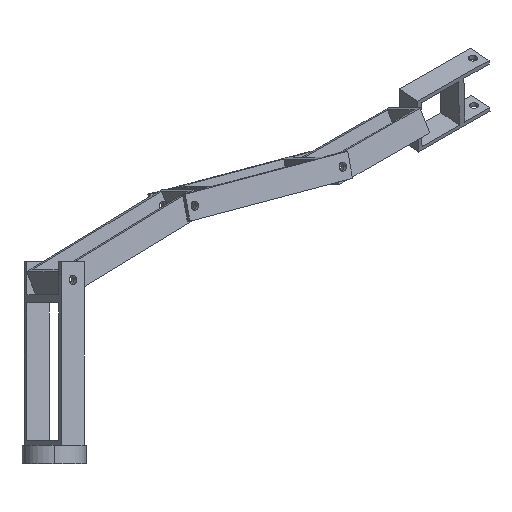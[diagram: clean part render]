
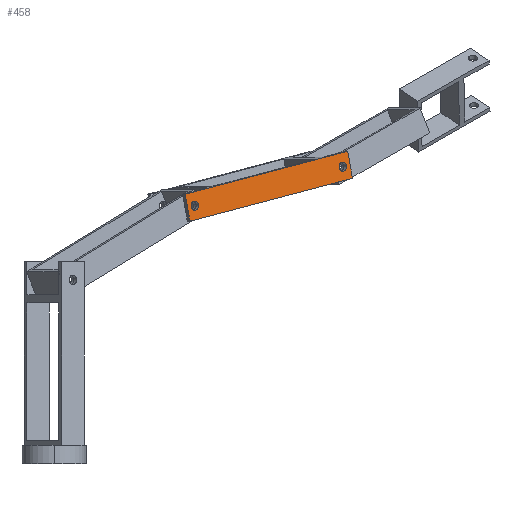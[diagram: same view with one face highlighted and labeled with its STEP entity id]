
A CAD part, left-side view. The second image highlights one B-rep face of the part: STEP entity #458.
In plain terms, the highlighted face is planar.
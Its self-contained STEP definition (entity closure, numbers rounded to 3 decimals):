
#29 = DIRECTION ( 'NONE',  ( 0., 0., -1. ) ) ;
#31 = CARTESIAN_POINT ( 'NONE',  ( 185.894, 0., 11.328 ) ) ;
#168 = DIRECTION ( 'NONE',  ( 0., 0., 1. ) ) ;
#179 = DIRECTION ( 'NONE',  ( 1., 0., 0. ) ) ;
#241 = VERTEX_POINT ( 'NONE', #31 ) ;
#362 = CARTESIAN_POINT ( 'NONE',  ( -36.106, 0., 11.328 ) ) ;
#422 = CARTESIAN_POINT ( 'NONE',  ( -26.106, 0., -3.672 ) ) ;
#423 = AXIS2_PLACEMENT_3D ( 'NONE', #3657, #431, #1047 ) ;
#431 = DIRECTION ( 'NONE',  ( 0., 1., 0. ) ) ;
#458 = ADVANCED_FACE ( 'NONE', ( #3431, #2533, #2585 ), #2006, .T. ) ;
#480 = AXIS2_PLACEMENT_3D ( 'NONE', #422, #2752, #986 ) ;
#568 = VERTEX_POINT ( 'NONE', #2661 ) ;
#579 = VERTEX_POINT ( 'NONE', #362 ) ;
#642 = ORIENTED_EDGE ( 'NONE', *, *, #2137, .T. ) ;
#699 = LINE ( 'NONE', #1871, #3596 ) ;
#720 = ORIENTED_EDGE ( 'NONE', *, *, #2740, .T. ) ;
#815 = AXIS2_PLACEMENT_3D ( 'NONE', #1066, #1690, #168 ) ;
#869 = DIRECTION ( 'NONE',  ( 0., 0., 1. ) ) ;
#885 = CIRCLE ( 'NONE', #1315, 5. ) ;
#895 = VERTEX_POINT ( 'NONE', #926 ) ;
#916 = CARTESIAN_POINT ( 'NONE',  ( -36.106, 0., -18.672 ) ) ;
#926 = CARTESIAN_POINT ( 'NONE',  ( -26.106, 0., 1.328 ) ) ;
#986 = DIRECTION ( 'NONE',  ( 0., 0., 1. ) ) ;
#997 = EDGE_LOOP ( 'NONE', ( #1884, #2821, #1646, #1102 ) ) ;
#1047 = DIRECTION ( 'NONE',  ( 0., 0., 1. ) ) ;
#1066 = CARTESIAN_POINT ( 'NONE',  ( 175.894, 0., -3.672 ) ) ;
#1102 = ORIENTED_EDGE ( 'NONE', *, *, #3648, .F. ) ;
#1189 = VERTEX_POINT ( 'NONE', #916 ) ;
#1315 = AXIS2_PLACEMENT_3D ( 'NONE', #2349, #2390, #869 ) ;
#1317 = LINE ( 'NONE', #2465, #1914 ) ;
#1410 = VERTEX_POINT ( 'NONE', #2773 ) ;
#1443 = EDGE_CURVE ( 'NONE', #1864, #568, #2151, .T. ) ;
#1513 = EDGE_CURVE ( 'NONE', #1698, #1189, #1317, .T. ) ;
#1518 = EDGE_LOOP ( 'NONE', ( #720, #642 ) ) ;
#1596 = CIRCLE ( 'NONE', #423, 5. ) ;
#1639 = LINE ( 'NONE', #2460, #2138 ) ;
#1646 = ORIENTED_EDGE ( 'NONE', *, *, #3342, .F. ) ;
#1690 = DIRECTION ( 'NONE',  ( 0., 1., 0. ) ) ;
#1698 = VERTEX_POINT ( 'NONE', #2887 ) ;
#1786 = LINE ( 'NONE', #2940, #2619 ) ;
#1864 = VERTEX_POINT ( 'NONE', #3145 ) ;
#1871 = CARTESIAN_POINT ( 'NONE',  ( -36.106, 0., 11.328 ) ) ;
#1884 = ORIENTED_EDGE ( 'NONE', *, *, #2783, .F. ) ;
#1914 = VECTOR ( 'NONE', #3638, 1000. ) ;
#1949 = DIRECTION ( 'NONE',  ( 0., 0., -1. ) ) ;
#2006 = PLANE ( 'NONE',  #2871 ) ;
#2026 = CARTESIAN_POINT ( 'NONE',  ( 0., 0., 0. ) ) ;
#2137 = EDGE_CURVE ( 'NONE', #895, #1410, #3029, .T. ) ;
#2138 = VECTOR ( 'NONE', #179, 1000. ) ;
#2151 = CIRCLE ( 'NONE', #815, 5. ) ;
#2349 = CARTESIAN_POINT ( 'NONE',  ( 175.894, 0., -3.672 ) ) ;
#2390 = DIRECTION ( 'NONE',  ( 0., 1., 0. ) ) ;
#2460 = CARTESIAN_POINT ( 'NONE',  ( -36.106, 0., 11.328 ) ) ;
#2465 = CARTESIAN_POINT ( 'NONE',  ( -36.106, 0., -18.672 ) ) ;
#2473 = EDGE_CURVE ( 'NONE', #568, #1864, #885, .T. ) ;
#2533 = FACE_OUTER_BOUND ( 'NONE', #997, .T. ) ;
#2585 = FACE_BOUND ( 'NONE', #3074, .T. ) ;
#2619 = VECTOR ( 'NONE', #29, 1000. ) ;
#2661 = CARTESIAN_POINT ( 'NONE',  ( 175.894, 0., 1.328 ) ) ;
#2740 = EDGE_CURVE ( 'NONE', #1410, #895, #1596, .T. ) ;
#2752 = DIRECTION ( 'NONE',  ( 0., 1., 0. ) ) ;
#2773 = CARTESIAN_POINT ( 'NONE',  ( -26.106, 0., -8.672 ) ) ;
#2783 = EDGE_CURVE ( 'NONE', #1189, #579, #699, .T. ) ;
#2821 = ORIENTED_EDGE ( 'NONE', *, *, #1513, .F. ) ;
#2871 = AXIS2_PLACEMENT_3D ( 'NONE', #2026, #3723, #1949 ) ;
#2887 = CARTESIAN_POINT ( 'NONE',  ( 185.894, 0., -18.672 ) ) ;
#2940 = CARTESIAN_POINT ( 'NONE',  ( 185.894, 0., 11.328 ) ) ;
#3029 = CIRCLE ( 'NONE', #480, 5. ) ;
#3074 = EDGE_LOOP ( 'NONE', ( #3202, #3195 ) ) ;
#3145 = CARTESIAN_POINT ( 'NONE',  ( 175.894, 0., -8.672 ) ) ;
#3195 = ORIENTED_EDGE ( 'NONE', *, *, #2473, .T. ) ;
#3202 = ORIENTED_EDGE ( 'NONE', *, *, #1443, .T. ) ;
#3330 = DIRECTION ( 'NONE',  ( 0., 0., 1. ) ) ;
#3342 = EDGE_CURVE ( 'NONE', #241, #1698, #1786, .T. ) ;
#3431 = FACE_BOUND ( 'NONE', #1518, .T. ) ;
#3596 = VECTOR ( 'NONE', #3330, 1000. ) ;
#3638 = DIRECTION ( 'NONE',  ( -1., 0., 0. ) ) ;
#3648 = EDGE_CURVE ( 'NONE', #579, #241, #1639, .T. ) ;
#3657 = CARTESIAN_POINT ( 'NONE',  ( -26.106, 0., -3.672 ) ) ;
#3723 = DIRECTION ( 'NONE',  ( 0., -1., 0. ) ) ;
